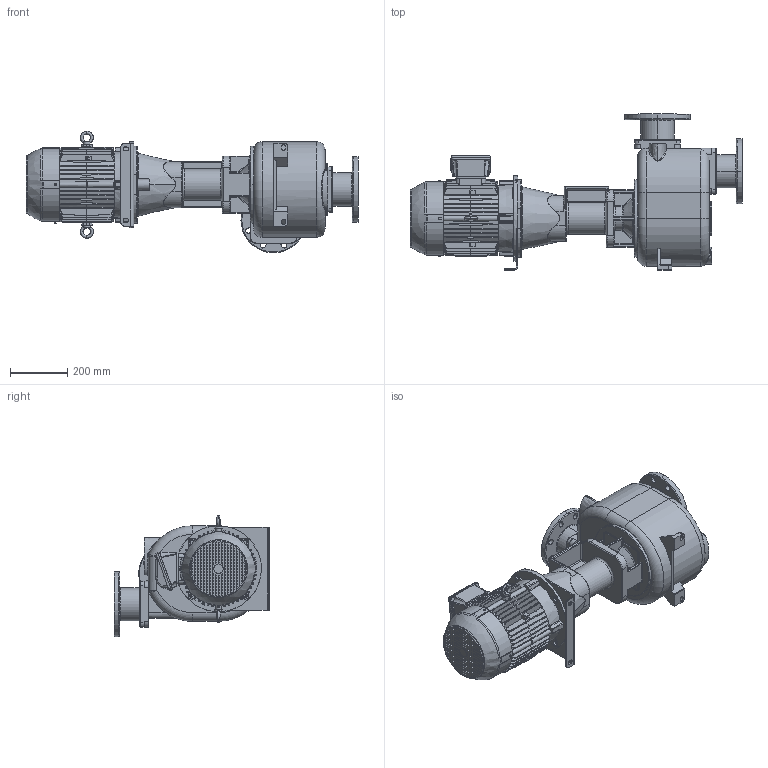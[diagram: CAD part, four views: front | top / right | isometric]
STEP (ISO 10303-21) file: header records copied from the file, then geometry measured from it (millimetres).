
FILE_DESCRIPTION((''),'2;1');
FILE_NAME('S105_BBT_F','2014-04-16T',('Amenduni'),(''),'PRO/ENGINEER BY PARAMETRIC TECHNOLOGY CORPORATION, 2013410','PRO/ENGINEER BY PARAMETRIC TECHNOLOGY CORPORATION, 2013410','');
FILE_SCHEMA(('CONFIG_CONTROL_DESIGN'));
Products named in the file (1): S105_BBT_F
Bounding box: 1160.2 x 545 x 424.98 mm (x, y, z)
Volume: 57389907.9 mm3; surface area: 2234809.5 mm2
Topology: 1 solids, 1 shells, 3000 faces, 7511 edges, 4773 vertices
Faces by surface type: plane 2068, cylinder 392, bspline 240, cone 161, torus 112, sphere 23, extrusion 4
Entity records: 121005 total; most frequent: CARTESIAN_POINT 51682, ORIENTED_EDGE 14962, DIRECTION 13061, EDGE_CURVE 7481, VECTOR 4885, LINE 4881, VERTEX_POINT 4773, AXIS2_PLACEMENT_3D 4088
